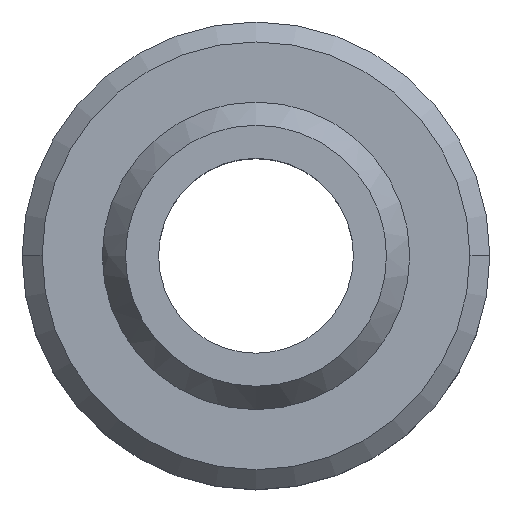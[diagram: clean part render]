
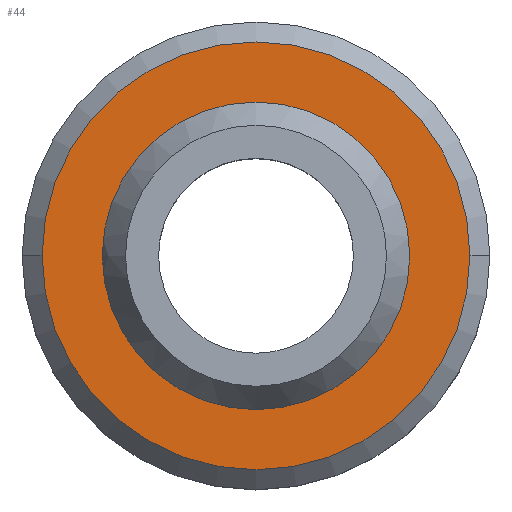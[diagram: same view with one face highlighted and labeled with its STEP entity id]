
A CAD part, top view. The second image highlights one B-rep face of the part: STEP entity #44.
In plain terms, the highlighted planar face has unit normal (0, 0, 1).
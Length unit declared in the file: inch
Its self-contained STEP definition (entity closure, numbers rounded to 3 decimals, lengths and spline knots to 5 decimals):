
#3 = EDGE_LOOP ( 'NONE', ( #162, #36 ) ) ;
#4 = EDGE_CURVE ( 'NONE', #127, #126, #213, .T. ) ;
#5 = EDGE_LOOP ( 'NONE', ( #45, #38 ) ) ;
#36 = ORIENTED_EDGE ( 'NONE', *, *, #125, .T. ) ;
#38 = ORIENTED_EDGE ( 'NONE', *, *, #105, .F. ) ;
#44 = ADVANCED_FACE ( 'NONE', ( #288, #368 ), #311, .T. ) ;
#45 = ORIENTED_EDGE ( 'NONE', *, *, #101, .F. ) ;
#101 = EDGE_CURVE ( 'NONE', #102, #103, #240, .T. ) ;
#102 = VERTEX_POINT ( 'NONE', #332 ) ;
#103 = VERTEX_POINT ( 'NONE', #331 ) ;
#105 = EDGE_CURVE ( 'NONE', #103, #102, #330, .T. ) ;
#125 = EDGE_CURVE ( 'NONE', #126, #127, #385, .T. ) ;
#126 = VERTEX_POINT ( 'NONE', #381 ) ;
#127 = VERTEX_POINT ( 'NONE', #380 ) ;
#162 = ORIENTED_EDGE ( 'NONE', *, *, #4, .T. ) ;
#166 = AXIS2_PLACEMENT_3D ( 'NONE', #214, #169, #168 ) ;
#168 = DIRECTION ( 'NONE',  ( 1., 0., 0. ) ) ;
#169 = DIRECTION ( 'NONE',  ( 0., 0., 1. ) ) ;
#213 = CIRCLE ( 'NONE', #166, 0.343 ) ;
#214 = CARTESIAN_POINT ( 'NONE',  ( 0., 0., 0.1405 ) ) ;
#237 = DIRECTION ( 'NONE',  ( 1., 0., 0. ) ) ;
#238 = DIRECTION ( 'NONE',  ( 0., 0., 1. ) ) ;
#239 = AXIS2_PLACEMENT_3D ( 'NONE', #295, #238, #237 ) ;
#240 = CIRCLE ( 'NONE', #239, 0.24659 ) ;
#288 = FACE_OUTER_BOUND ( 'NONE', #3, .T. ) ;
#295 = CARTESIAN_POINT ( 'NONE',  ( 0., 0., 0.1405 ) ) ;
#310 = DIRECTION ( 'NONE',  ( 0., 0., 1. ) ) ;
#311 = PLANE ( 'NONE',  #370 ) ;
#326 = DIRECTION ( 'NONE',  ( 1., 0., 0. ) ) ;
#327 = DIRECTION ( 'NONE',  ( 0., 0., 1. ) ) ;
#328 = CARTESIAN_POINT ( 'NONE',  ( 0., 0., 0.1405 ) ) ;
#329 = AXIS2_PLACEMENT_3D ( 'NONE', #328, #327, #326 ) ;
#330 = CIRCLE ( 'NONE', #329, 0.24659 ) ;
#331 = CARTESIAN_POINT ( 'NONE',  ( -0.24659, 0., 0.1405 ) ) ;
#332 = CARTESIAN_POINT ( 'NONE',  ( 0.24659, 0., 0.1405 ) ) ;
#360 = DIRECTION ( 'NONE',  ( 1., 0., 0. ) ) ;
#368 = FACE_BOUND ( 'NONE', #5, .T. ) ;
#369 = CARTESIAN_POINT ( 'NONE',  ( 0., 0., 0.1405 ) ) ;
#370 = AXIS2_PLACEMENT_3D ( 'NONE', #369, #310, #360 ) ;
#380 = CARTESIAN_POINT ( 'NONE',  ( -0.343, 0., 0.1405 ) ) ;
#381 = CARTESIAN_POINT ( 'NONE',  ( 0.343, 0., 0.1405 ) ) ;
#382 = DIRECTION ( 'NONE',  ( 1., 0., 0. ) ) ;
#383 = DIRECTION ( 'NONE',  ( 0., 0., 1. ) ) ;
#384 = AXIS2_PLACEMENT_3D ( 'NONE', #388, #383, #382 ) ;
#385 = CIRCLE ( 'NONE', #384, 0.343 ) ;
#388 = CARTESIAN_POINT ( 'NONE',  ( 0., 0., 0.1405 ) ) ;
